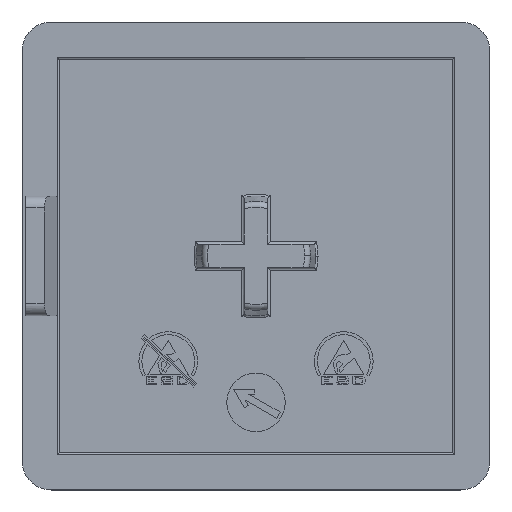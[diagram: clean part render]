
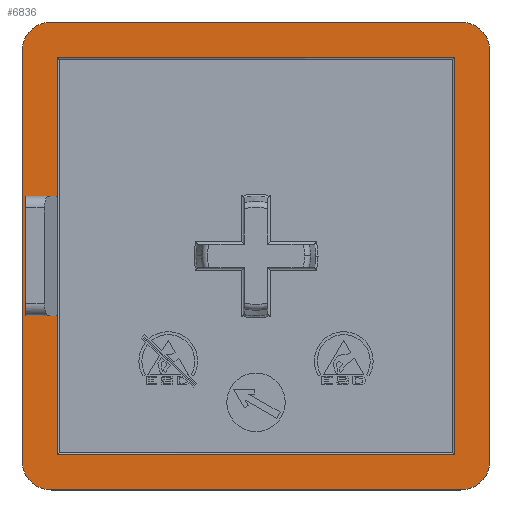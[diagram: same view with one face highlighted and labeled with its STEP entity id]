
A CAD part, top view. The second image highlights one B-rep face of the part: STEP entity #6836.
In plain terms, the highlighted planar face has unit normal (0, 0, 1).
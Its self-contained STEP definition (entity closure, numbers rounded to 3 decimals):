
#19 = CIRCLE ( 'NONE', #6708, 2.5 ) ;
#89 = CARTESIAN_POINT ( 'NONE',  ( -17., -17., 4. ) ) ;
#197 = EDGE_CURVE ( 'NONE', #5000, #3770, #5734, .T. ) ;
#328 = VERTEX_POINT ( 'NONE', #8658 ) ;
#395 = DIRECTION ( 'NONE',  ( -1., 0., 0. ) ) ;
#511 = CARTESIAN_POINT ( 'NONE',  ( -17., 17., 4. ) ) ;
#530 = ORIENTED_EDGE ( 'NONE', *, *, #8149, .F. ) ;
#695 = CIRCLE ( 'NONE', #1756, 2.5 ) ;
#710 = DIRECTION ( 'NONE',  ( 1., 0., 0. ) ) ;
#873 = VERTEX_POINT ( 'NONE', #6679 ) ;
#973 = ORIENTED_EDGE ( 'NONE', *, *, #2083, .T. ) ;
#1048 = CIRCLE ( 'NONE', #3371, 2.5 ) ;
#1205 = DIRECTION ( 'NONE',  ( 1., 0., 0. ) ) ;
#1226 = CARTESIAN_POINT ( 'NONE',  ( -17., -17., 4. ) ) ;
#1248 = DIRECTION ( 'NONE',  ( 0., 0., 1. ) ) ;
#1288 = CARTESIAN_POINT ( 'NONE',  ( 17.5, -17.5, 4. ) ) ;
#1311 = PLANE ( 'NONE',  #9397 ) ;
#1327 = CARTESIAN_POINT ( 'NONE',  ( 20., 5.1, 4. ) ) ;
#1348 = CARTESIAN_POINT ( 'NONE',  ( 20., 20., 4. ) ) ;
#1383 = VECTOR ( 'NONE', #1510, 1000. ) ;
#1393 = EDGE_CURVE ( 'NONE', #873, #6950, #7044, .T. ) ;
#1451 = EDGE_LOOP ( 'NONE', ( #3022, #8115, #3973, #8574, #1741, #8145, #3618, #530 ) ) ;
#1474 = VECTOR ( 'NONE', #2541, 1000. ) ;
#1510 = DIRECTION ( 'NONE',  ( 1., 0., 0. ) ) ;
#1552 = CARTESIAN_POINT ( 'NONE',  ( -17.5, -17.5, 4. ) ) ;
#1554 = CARTESIAN_POINT ( 'NONE',  ( -17., 17., 4. ) ) ;
#1591 = LINE ( 'NONE', #5183, #3491 ) ;
#1661 = CARTESIAN_POINT ( 'NONE',  ( 20., -17.5, 4. ) ) ;
#1741 = ORIENTED_EDGE ( 'NONE', *, *, #7323, .F. ) ;
#1748 = ORIENTED_EDGE ( 'NONE', *, *, #8623, .T. ) ;
#1749 = VERTEX_POINT ( 'NONE', #3363 ) ;
#1756 = AXIS2_PLACEMENT_3D ( 'NONE', #4229, #3732, #3691 ) ;
#1757 = DIRECTION ( 'NONE',  ( 0., 1., 0. ) ) ;
#1811 = LINE ( 'NONE', #4577, #1828 ) ;
#1828 = VECTOR ( 'NONE', #3946, 1000. ) ;
#1891 = CARTESIAN_POINT ( 'NONE',  ( -17., -5.1, 4. ) ) ;
#1925 = CARTESIAN_POINT ( 'NONE',  ( -20., -17.5, 4. ) ) ;
#1932 = EDGE_CURVE ( 'NONE', #8471, #8066, #1811, .T. ) ;
#2083 = EDGE_CURVE ( 'NONE', #4441, #873, #695, .T. ) ;
#2232 = CARTESIAN_POINT ( 'NONE',  ( 17.5, 20., 4. ) ) ;
#2269 = DIRECTION ( 'NONE',  ( 1., 0., 0. ) ) ;
#2322 = DIRECTION ( 'NONE',  ( 0., 0., 1. ) ) ;
#2335 = CIRCLE ( 'NONE', #2960, 2.5 ) ;
#2416 = CARTESIAN_POINT ( 'NONE',  ( 17.5, -20., 4. ) ) ;
#2541 = DIRECTION ( 'NONE',  ( 0., -1., 0. ) ) ;
#2560 = CARTESIAN_POINT ( 'NONE',  ( 17., -17., 4. ) ) ;
#2583 = VECTOR ( 'NONE', #6830, 1000. ) ;
#2704 = VECTOR ( 'NONE', #4755, 1000. ) ;
#2768 = EDGE_CURVE ( 'NONE', #7080, #1749, #7274, .T. ) ;
#2893 = CARTESIAN_POINT ( 'NONE',  ( -20., 20., 4. ) ) ;
#2960 = AXIS2_PLACEMENT_3D ( 'NONE', #6643, #2322, #7421 ) ;
#2962 = DIRECTION ( 'NONE',  ( -1., 0., 0. ) ) ;
#3022 = ORIENTED_EDGE ( 'NONE', *, *, #197, .F. ) ;
#3177 = ORIENTED_EDGE ( 'NONE', *, *, #4617, .T. ) ;
#3363 = CARTESIAN_POINT ( 'NONE',  ( -17., 5.1, 4. ) ) ;
#3371 = AXIS2_PLACEMENT_3D ( 'NONE', #1552, #6595, #2269 ) ;
#3482 = DIRECTION ( 'NONE',  ( 0., -1., 0. ) ) ;
#3491 = VECTOR ( 'NONE', #7441, 1000. ) ;
#3520 = LINE ( 'NONE', #89, #1383 ) ;
#3606 = LINE ( 'NONE', #4789, #2704 ) ;
#3618 = ORIENTED_EDGE ( 'NONE', *, *, #8727, .F. ) ;
#3691 = DIRECTION ( 'NONE',  ( 1., 0., 0. ) ) ;
#3732 = DIRECTION ( 'NONE',  ( 0., 0., 1. ) ) ;
#3740 = CARTESIAN_POINT ( 'NONE',  ( -17., 17., 4. ) ) ;
#3770 = VERTEX_POINT ( 'NONE', #1226 ) ;
#3946 = DIRECTION ( 'NONE',  ( 1., 0., 0. ) ) ;
#3973 = ORIENTED_EDGE ( 'NONE', *, *, #8821, .T. ) ;
#4229 = CARTESIAN_POINT ( 'NONE',  ( -17.5, 17.5, 4. ) ) ;
#4342 = ORIENTED_EDGE ( 'NONE', *, *, #5010, .T. ) ;
#4441 = VERTEX_POINT ( 'NONE', #6833 ) ;
#4552 = VERTEX_POINT ( 'NONE', #2560 ) ;
#4577 = CARTESIAN_POINT ( 'NONE',  ( -20., -20., 4. ) ) ;
#4617 = EDGE_CURVE ( 'NONE', #9106, #328, #8459, .T. ) ;
#4652 = EDGE_CURVE ( 'NONE', #6492, #4846, #7478, .T. ) ;
#4755 = DIRECTION ( 'NONE',  ( -1., 0., 0. ) ) ;
#4789 = CARTESIAN_POINT ( 'NONE',  ( 20., -5.1, 4. ) ) ;
#4818 = ORIENTED_EDGE ( 'NONE', *, *, #1393, .T. ) ;
#4846 = VERTEX_POINT ( 'NONE', #5683 ) ;
#4893 = EDGE_CURVE ( 'NONE', #5000, #7092, #3606, .T. ) ;
#5000 = VERTEX_POINT ( 'NONE', #1891 ) ;
#5010 = EDGE_CURVE ( 'NONE', #8066, #9106, #19, .T. ) ;
#5166 = FACE_BOUND ( 'NONE', #1451, .T. ) ;
#5183 = CARTESIAN_POINT ( 'NONE',  ( 17., 17., 4. ) ) ;
#5393 = DIRECTION ( 'NONE',  ( 0., 0., 1. ) ) ;
#5647 = DIRECTION ( 'NONE',  ( 1., 0., 0. ) ) ;
#5663 = VERTEX_POINT ( 'NONE', #2232 ) ;
#5683 = CARTESIAN_POINT ( 'NONE',  ( -17., 17., 4. ) ) ;
#5734 = LINE ( 'NONE', #3740, #8478 ) ;
#6057 = CARTESIAN_POINT ( 'NONE',  ( -19.7, -20., 4. ) ) ;
#6427 = VECTOR ( 'NONE', #710, 1000. ) ;
#6492 = VERTEX_POINT ( 'NONE', #7322 ) ;
#6549 = CARTESIAN_POINT ( 'NONE',  ( -19.7, 5.1, 4. ) ) ;
#6595 = DIRECTION ( 'NONE',  ( 0., 0., 1. ) ) ;
#6615 = ORIENTED_EDGE ( 'NONE', *, *, #1932, .T. ) ;
#6643 = CARTESIAN_POINT ( 'NONE',  ( 17.5, 17.5, 4. ) ) ;
#6668 = VECTOR ( 'NONE', #2962, 1000. ) ;
#6679 = CARTESIAN_POINT ( 'NONE',  ( -20., 17.5, 4. ) ) ;
#6708 = AXIS2_PLACEMENT_3D ( 'NONE', #1288, #1248, #1205 ) ;
#6769 = VECTOR ( 'NONE', #8655, 1000. ) ;
#6830 = DIRECTION ( 'NONE',  ( 0., 1., 0. ) ) ;
#6833 = CARTESIAN_POINT ( 'NONE',  ( -17.5, 20., 4. ) ) ;
#6836 = ADVANCED_FACE ( 'NONE', ( #9212, #5166 ), #1311, .T. ) ;
#6869 = EDGE_CURVE ( 'NONE', #5663, #4441, #8473, .T. ) ;
#6950 = VERTEX_POINT ( 'NONE', #1925 ) ;
#7044 = LINE ( 'NONE', #8823, #6769 ) ;
#7080 = VERTEX_POINT ( 'NONE', #6549 ) ;
#7092 = VERTEX_POINT ( 'NONE', #8366 ) ;
#7214 = CARTESIAN_POINT ( 'NONE',  ( 20., -20., 4. ) ) ;
#7238 = VECTOR ( 'NONE', #395, 1000. ) ;
#7274 = LINE ( 'NONE', #1327, #6427 ) ;
#7322 = CARTESIAN_POINT ( 'NONE',  ( 17., 17., 4. ) ) ;
#7323 = EDGE_CURVE ( 'NONE', #4846, #1749, #9309, .T. ) ;
#7421 = DIRECTION ( 'NONE',  ( 1., 0., 0. ) ) ;
#7441 = DIRECTION ( 'NONE',  ( 0., 1., 0. ) ) ;
#7478 = LINE ( 'NONE', #511, #7238 ) ;
#7810 = CARTESIAN_POINT ( 'NONE',  ( -17.5, -20., 4. ) ) ;
#7957 = VECTOR ( 'NONE', #1757, 1000. ) ;
#8066 = VERTEX_POINT ( 'NONE', #2416 ) ;
#8115 = ORIENTED_EDGE ( 'NONE', *, *, #4893, .T. ) ;
#8145 = ORIENTED_EDGE ( 'NONE', *, *, #4652, .F. ) ;
#8149 = EDGE_CURVE ( 'NONE', #3770, #4552, #3520, .T. ) ;
#8366 = CARTESIAN_POINT ( 'NONE',  ( -19.7, -5.1, 4. ) ) ;
#8451 = LINE ( 'NONE', #6057, #2583 ) ;
#8459 = LINE ( 'NONE', #1348, #7957 ) ;
#8471 = VERTEX_POINT ( 'NONE', #7810 ) ;
#8473 = LINE ( 'NONE', #2893, #6668 ) ;
#8478 = VECTOR ( 'NONE', #3482, 1000. ) ;
#8574 = ORIENTED_EDGE ( 'NONE', *, *, #2768, .T. ) ;
#8623 = EDGE_CURVE ( 'NONE', #6950, #8471, #1048, .T. ) ;
#8655 = DIRECTION ( 'NONE',  ( 0., -1., 0. ) ) ;
#8658 = CARTESIAN_POINT ( 'NONE',  ( 20., 17.5, 4. ) ) ;
#8727 = EDGE_CURVE ( 'NONE', #4552, #6492, #1591, .T. ) ;
#8821 = EDGE_CURVE ( 'NONE', #7092, #7080, #8451, .T. ) ;
#8823 = CARTESIAN_POINT ( 'NONE',  ( -20., 20., 4. ) ) ;
#9106 = VERTEX_POINT ( 'NONE', #1661 ) ;
#9138 = EDGE_LOOP ( 'NONE', ( #9408, #973, #4818, #1748, #6615, #4342, #3177, #9157 ) ) ;
#9157 = ORIENTED_EDGE ( 'NONE', *, *, #9518, .T. ) ;
#9212 = FACE_OUTER_BOUND ( 'NONE', #9138, .T. ) ;
#9309 = LINE ( 'NONE', #1554, #1474 ) ;
#9397 = AXIS2_PLACEMENT_3D ( 'NONE', #7214, #5393, #5647 ) ;
#9408 = ORIENTED_EDGE ( 'NONE', *, *, #6869, .T. ) ;
#9518 = EDGE_CURVE ( 'NONE', #328, #5663, #2335, .T. ) ;
